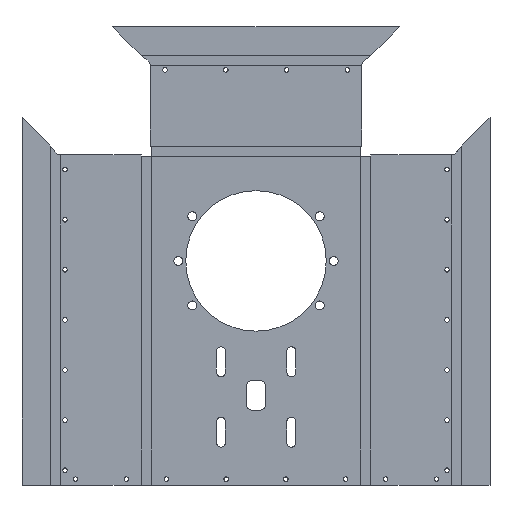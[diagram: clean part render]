
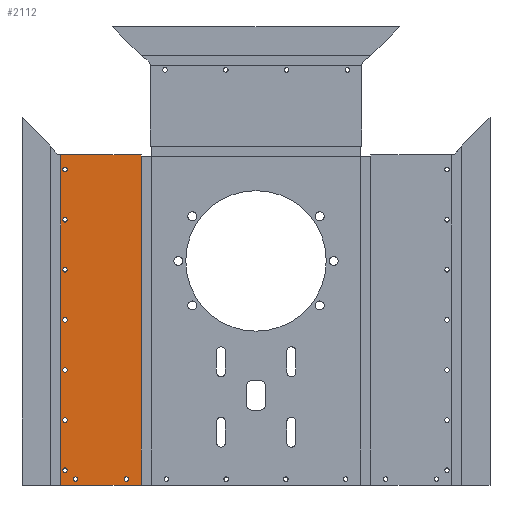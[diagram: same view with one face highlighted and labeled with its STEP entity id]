
A CAD part, top view. The second image highlights one B-rep face of the part: STEP entity #2112.
In plain terms, the highlighted planar face has unit normal (0, 0, 1).
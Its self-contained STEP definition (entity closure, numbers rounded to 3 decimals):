
#28=FACE_BOUND('',#359,.T.);
#29=FACE_BOUND('',#360,.T.);
#30=FACE_BOUND('',#361,.T.);
#31=FACE_BOUND('',#362,.T.);
#32=FACE_BOUND('',#363,.T.);
#33=FACE_BOUND('',#364,.T.);
#34=FACE_BOUND('',#365,.T.);
#35=FACE_BOUND('',#366,.T.);
#36=FACE_BOUND('',#367,.T.);
#138=PLANE('',#2290);
#234=FACE_OUTER_BOUND('',#358,.T.);
#358=EDGE_LOOP('',(#1678,#1679,#1680,#1681,#1682));
#359=EDGE_LOOP('',(#1683));
#360=EDGE_LOOP('',(#1684));
#361=EDGE_LOOP('',(#1685));
#362=EDGE_LOOP('',(#1686));
#363=EDGE_LOOP('',(#1687));
#364=EDGE_LOOP('',(#1688));
#365=EDGE_LOOP('',(#1689));
#366=EDGE_LOOP('',(#1690));
#367=EDGE_LOOP('',(#1691));
#522=LINE('',#3206,#715);
#557=LINE('',#3368,#750);
#568=LINE('',#3389,#761);
#570=LINE('',#3392,#763);
#574=LINE('',#3399,#767);
#715=VECTOR('',#2600,10.);
#750=VECTOR('',#2669,10.);
#761=VECTOR('',#2686,10.);
#763=VECTOR('',#2690,10.);
#767=VECTOR('',#2698,10.);
#875=CIRCLE('',#2197,1.5);
#879=CIRCLE('',#2203,1.5);
#891=CIRCLE('',#2221,1.5);
#895=CIRCLE('',#2227,1.5);
#899=CIRCLE('',#2233,1.5);
#903=CIRCLE('',#2239,1.5);
#907=CIRCLE('',#2245,1.5);
#911=CIRCLE('',#2251,1.5);
#915=CIRCLE('',#2257,1.5);
#965=VERTEX_POINT('',#3017);
#969=VERTEX_POINT('',#3029);
#981=VERTEX_POINT('',#3065);
#985=VERTEX_POINT('',#3077);
#989=VERTEX_POINT('',#3089);
#993=VERTEX_POINT('',#3101);
#997=VERTEX_POINT('',#3113);
#1001=VERTEX_POINT('',#3125);
#1005=VERTEX_POINT('',#3137);
#1016=VERTEX_POINT('',#3172);
#1017=VERTEX_POINT('',#3189);
#1043=VERTEX_POINT('',#3366);
#1044=VERTEX_POINT('',#3367);
#1051=VERTEX_POINT('',#3388);
#1148=EDGE_CURVE('',#965,#965,#875,.T.);
#1154=EDGE_CURVE('',#969,#969,#879,.T.);
#1172=EDGE_CURVE('',#981,#981,#891,.T.);
#1178=EDGE_CURVE('',#985,#985,#895,.T.);
#1184=EDGE_CURVE('',#989,#989,#899,.T.);
#1190=EDGE_CURVE('',#993,#993,#903,.T.);
#1196=EDGE_CURVE('',#997,#997,#907,.T.);
#1202=EDGE_CURVE('',#1001,#1001,#911,.T.);
#1208=EDGE_CURVE('',#1005,#1005,#915,.T.);
#1230=EDGE_CURVE('',#1017,#1016,#522,.T.);
#1271=EDGE_CURVE('',#1043,#1044,#557,.T.);
#1282=EDGE_CURVE('',#1051,#1017,#568,.T.);
#1284=EDGE_CURVE('',#1044,#1051,#570,.T.);
#1288=EDGE_CURVE('',#1016,#1043,#574,.T.);
#1678=ORIENTED_EDGE('',*,*,#1271,.T.);
#1679=ORIENTED_EDGE('',*,*,#1284,.T.);
#1680=ORIENTED_EDGE('',*,*,#1282,.T.);
#1681=ORIENTED_EDGE('',*,*,#1230,.T.);
#1682=ORIENTED_EDGE('',*,*,#1288,.T.);
#1683=ORIENTED_EDGE('',*,*,#1148,.T.);
#1684=ORIENTED_EDGE('',*,*,#1154,.T.);
#1685=ORIENTED_EDGE('',*,*,#1172,.T.);
#1686=ORIENTED_EDGE('',*,*,#1178,.T.);
#1687=ORIENTED_EDGE('',*,*,#1184,.T.);
#1688=ORIENTED_EDGE('',*,*,#1190,.T.);
#1689=ORIENTED_EDGE('',*,*,#1196,.T.);
#1690=ORIENTED_EDGE('',*,*,#1202,.T.);
#1691=ORIENTED_EDGE('',*,*,#1208,.T.);
#2112=ADVANCED_FACE('',(#234,#28,#29,#30,#31,#32,#33,#34,#35,#36),#138,
 .F.);
#2197=AXIS2_PLACEMENT_3D('',#3018,#2424,#2425);
#2203=AXIS2_PLACEMENT_3D('',#3030,#2438,#2439);
#2221=AXIS2_PLACEMENT_3D('',#3066,#2480,#2481);
#2227=AXIS2_PLACEMENT_3D('',#3078,#2494,#2495);
#2233=AXIS2_PLACEMENT_3D('',#3090,#2508,#2509);
#2239=AXIS2_PLACEMENT_3D('',#3102,#2522,#2523);
#2245=AXIS2_PLACEMENT_3D('',#3114,#2536,#2537);
#2251=AXIS2_PLACEMENT_3D('',#3126,#2550,#2551);
#2257=AXIS2_PLACEMENT_3D('',#3138,#2564,#2565);
#2290=AXIS2_PLACEMENT_3D('',#3402,#2702,#2703);
#2424=DIRECTION('center_axis',(0.,0.,
-1.));
#2425=DIRECTION('ref_axis',(0.,-1.,0.));
#2438=DIRECTION('center_axis',(0.,0.,
-1.));
#2439=DIRECTION('ref_axis',(0.,-1.,0.));
#2480=DIRECTION('center_axis',(0.,0.,
-1.));
#2481=DIRECTION('ref_axis',(0.,1.,0.));
#2494=DIRECTION('center_axis',(0.,0.,
-1.));
#2495=DIRECTION('ref_axis',(0.,1.,0.));
#2508=DIRECTION('center_axis',(0.,0.,
-1.));
#2509=DIRECTION('ref_axis',(0.,1.,0.));
#2522=DIRECTION('center_axis',(0.,0.,
-1.));
#2523=DIRECTION('ref_axis',(0.,1.,0.));
#2536=DIRECTION('center_axis',(0.,0.,
-1.));
#2537=DIRECTION('ref_axis',(0.,1.,0.));
#2550=DIRECTION('center_axis',(0.,0.,
-1.));
#2551=DIRECTION('ref_axis',(0.,1.,0.));
#2564=DIRECTION('center_axis',(0.,0.,
-1.));
#2565=DIRECTION('ref_axis',(0.,1.,0.));
#2600=DIRECTION('',(0.,-1.,0.));
#2669=DIRECTION('',(0.,1.,0.));
#2686=DIRECTION('',(-1.,0.,0.));
#2690=DIRECTION('',(0.,1.,0.));
#2698=DIRECTION('',(1.,0.,0.));
#2702=DIRECTION('center_axis',(0.,0.,
-1.));
#2703=DIRECTION('ref_axis',(1.,0.,0.));
#3017=CARTESIAN_POINT('',(-200.786,-144.5,-112.523));
#3018=CARTESIAN_POINT('Origin',(-200.786,-146.,-112.523));
#3029=CARTESIAN_POINT('',(-166.786,-144.5,-112.523));
#3030=CARTESIAN_POINT('Origin',(-166.786,-146.,-112.523));
#3065=CARTESIAN_POINT('',(-207.786,-74.5,-112.523));
#3066=CARTESIAN_POINT('Origin',(-207.786,-73.,-112.523));
#3077=CARTESIAN_POINT('',(-207.786,59.5,-112.523));
#3078=CARTESIAN_POINT('Origin',(-207.786,61.,-112.523));
#3089=CARTESIAN_POINT('',(-207.786,-41.,-112.523));
#3090=CARTESIAN_POINT('Origin',(-207.786,-39.5,-112.523));
#3101=CARTESIAN_POINT('',(-207.786,-108.,-112.523));
#3102=CARTESIAN_POINT('Origin',(-207.786,-106.5,-112.523));
#3113=CARTESIAN_POINT('',(-207.786,26.,-112.523));
#3114=CARTESIAN_POINT('Origin',(-207.786,27.5,-112.523));
#3125=CARTESIAN_POINT('',(-207.786,-7.5,-112.523));
#3126=CARTESIAN_POINT('Origin',(-207.786,-6.,-112.523));
#3137=CARTESIAN_POINT('',(-207.786,-141.5,-112.523));
#3138=CARTESIAN_POINT('Origin',(-207.786,-140.,-112.523));
#3172=CARTESIAN_POINT('',(-210.786,-150.,-112.523));
#3189=CARTESIAN_POINT('',(-210.786,70.879,-112.523));
#3206=CARTESIAN_POINT('',(-210.786,-150.,-112.523));
#3366=CARTESIAN_POINT('',(-156.786,-150.,-112.523));
#3367=CARTESIAN_POINT('',(-156.786,70.,-112.523));
#3368=CARTESIAN_POINT('',(-156.786,-39.786,-112.523));
#3388=CARTESIAN_POINT('',(-156.786,70.879,-112.523));
#3389=CARTESIAN_POINT('',(-156.786,70.879,-112.523));
#3392=CARTESIAN_POINT('',(-156.786,70.,-112.523));
#3399=CARTESIAN_POINT('',(-156.786,-150.,-112.523));
#3402=CARTESIAN_POINT('Origin',(-108.5,0.,
-112.523));
